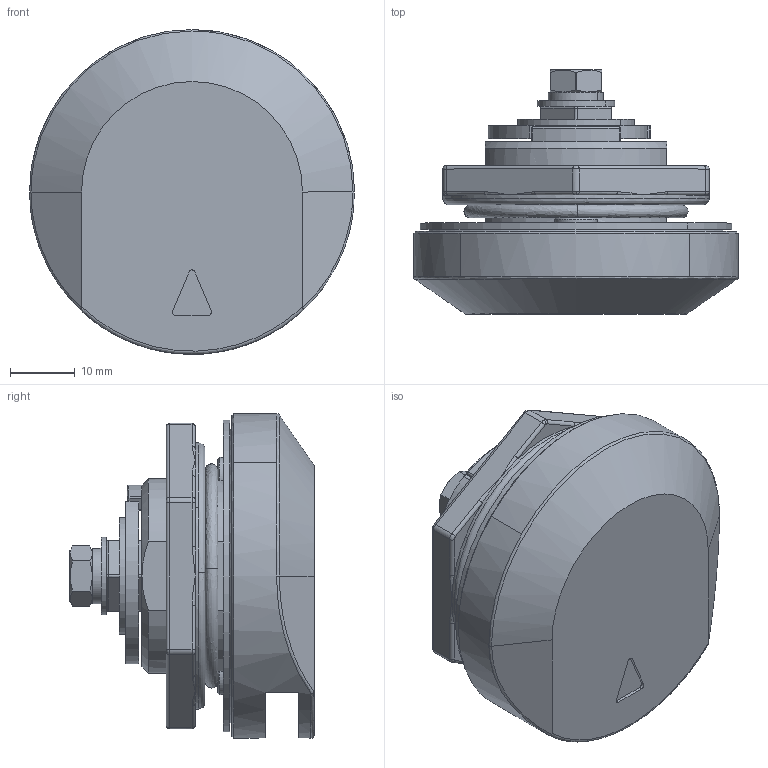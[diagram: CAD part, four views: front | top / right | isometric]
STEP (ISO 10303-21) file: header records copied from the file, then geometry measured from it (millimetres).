
FILE_DESCRIPTION((''),'2;1');
FILE_NAME('','2006-02-22T15:50:57',(''),(''),'','CADfix','');
FILE_SCHEMA(('AUTOMOTIVE_DESIGN'));
Length unit declared in the file: millimetre
Products named in the file (8): washer_B; rotor; packing; nut; control_cam; bolt; body; THA_333_2B_17361_36
Assembly tree (7 placements, depth 2):
  THA_333_2B_17361_36
    washer_B
    rotor
    packing
    nut
    control_cam
    bolt
    body
Bounding box: 50 x 37.6 x 50 mm (x, y, z)
Volume: 33125.6 mm3; surface area: 22667.6 mm2
Topology: 7 solids, 7 shells, 300 faces, 988 edges, 707 vertices
Faces by surface type: bspline 300
Entity records: 15666 total; most frequent: CARTESIAN_POINT 9781, ORIENTED_EDGE 1952, EDGE_CURVE 976, VERTEX_POINT 707, B_SPLINE_CURVE_WITH_KNOTS 656, EDGE_LOOP 327, QUASI_UNIFORM_CURVE 316, FACE_OUTER_BOUND 300
